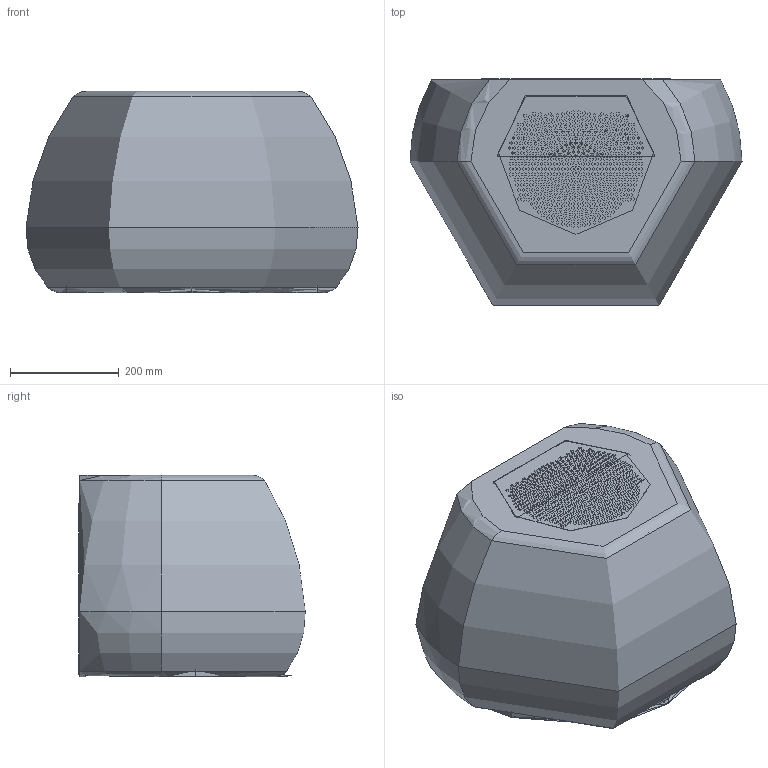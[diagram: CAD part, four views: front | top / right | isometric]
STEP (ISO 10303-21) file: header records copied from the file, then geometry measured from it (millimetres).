
FILE_DESCRIPTION (( 'STEP AP214' ), '1' );
FILE_NAME ('SLT106_27102016_A.STEP', '2017-05-29T11:41:47', ( 'sirius' ), ( '' ), 'SwSTEP 2.0', 'SolidWorks 2016', '' );
FILE_SCHEMA (( 'AUTOMOTIVE_DESIGN' ));
Length unit declared in the file: millimetre
Products named in the file (1): SLT106_27102016_A
Bounding box: 609.87 x 415.75 x 370.04 mm (x, y, z)
Topology: 0 solids, 63 shells, 8151 faces, 22764 edges, 14449 vertices
Faces by surface type: cylinder 4281, plane 2982, cone 395, bspline 364, torus 87, sphere 42
Full cylindrical faces by diameter (mm): 6 x1
Entity records: 449804 total; most frequent: CARTESIAN_POINT 146800, ORIENTED_EDGE 45214, DIRECTION 43638, EDGE_CURVE 22665, AXIS2_PLACEMENT_3D 16326, VERTEX_POINT 14445, LINE 10986, VECTOR 10986
